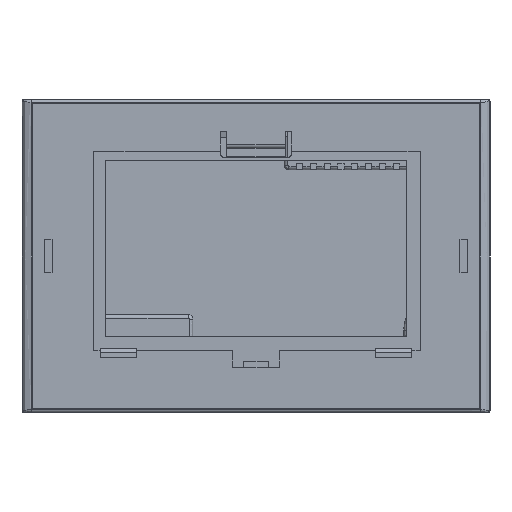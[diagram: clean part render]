
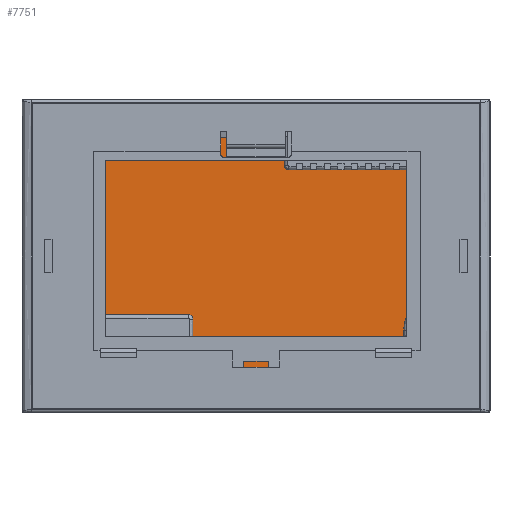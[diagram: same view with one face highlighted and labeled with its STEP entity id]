
A CAD part, front view. The second image highlights one B-rep face of the part: STEP entity #7751.
In plain terms, the highlighted planar face has unit normal (0, -1, 0).
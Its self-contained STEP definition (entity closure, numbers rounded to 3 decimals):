
#7751=ADVANCED_FACE('',(#10941),#80301,.T.);
#10941=FACE_OUTER_BOUND('',#14093,.T.);
#14093=EDGE_LOOP('',(#21159,#21160,#21161,#21162,#21163,#21164,#21165,#21166,
#21167,#21168,#21169,#21170,#21171,#21172,#21173,#21174));
#21159=ORIENTED_EDGE('',*,*,#38538,.F.);
#21160=ORIENTED_EDGE('',*,*,#38537,.F.);
#21161=ORIENTED_EDGE('',*,*,#38536,.F.);
#21162=ORIENTED_EDGE('',*,*,#38535,.F.);
#21163=ORIENTED_EDGE('',*,*,#38534,.F.);
#21164=ORIENTED_EDGE('',*,*,#38533,.F.);
#21165=ORIENTED_EDGE('',*,*,#38532,.F.);
#21166=ORIENTED_EDGE('',*,*,#38531,.F.);
#21167=ORIENTED_EDGE('',*,*,#38530,.F.);
#21168=ORIENTED_EDGE('',*,*,#38529,.F.);
#21169=ORIENTED_EDGE('',*,*,#38528,.F.);
#21170=ORIENTED_EDGE('',*,*,#38527,.F.);
#21171=ORIENTED_EDGE('',*,*,#38526,.F.);
#21172=ORIENTED_EDGE('',*,*,#38525,.F.);
#21173=ORIENTED_EDGE('',*,*,#38524,.F.);
#21174=ORIENTED_EDGE('',*,*,#38523,.F.);
#38523=EDGE_CURVE('',#69607,#69608,#53563,.T.);
#38524=EDGE_CURVE('',#69608,#69609,#64867,.T.);
#38525=EDGE_CURVE('',#69609,#69610,#53564,.T.);
#38526=EDGE_CURVE('',#69610,#69611,#53565,.T.);
#38527=EDGE_CURVE('',#69611,#69612,#64868,.T.);
#38528=EDGE_CURVE('',#69612,#69613,#53566,.T.);
#38529=EDGE_CURVE('',#69613,#69614,#53567,.T.);
#38530=EDGE_CURVE('',#69614,#69615,#64869,.T.);
#38531=EDGE_CURVE('',#69615,#69616,#53568,.T.);
#38532=EDGE_CURVE('',#69616,#69617,#53569,.T.);
#38533=EDGE_CURVE('',#69617,#69618,#64870,.T.);
#38534=EDGE_CURVE('',#69618,#69619,#53570,.T.);
#38535=EDGE_CURVE('',#69619,#69620,#53571,.T.);
#38536=EDGE_CURVE('',#69620,#69621,#64871,.T.);
#38537=EDGE_CURVE('',#69621,#69622,#53572,.T.);
#38538=EDGE_CURVE('',#69622,#69607,#53573,.T.);
#53563=B_SPLINE_CURVE_WITH_KNOTS('',1,(#107002,#107003),.UNSPECIFIED.,.F.,
 .F.,(2,2),(0.,18.1),.UNSPECIFIED.);
#53564=B_SPLINE_CURVE_WITH_KNOTS('',1,(#107007,#107008),.UNSPECIFIED.,.F.,
 .F.,(2,2),(-41.6,0.),.UNSPECIFIED.);
#53565=B_SPLINE_CURVE_WITH_KNOTS('',1,(#107009,#107010),.UNSPECIFIED.,.F.,
 .F.,(2,2),(0.,56.527),.UNSPECIFIED.);
#53566=B_SPLINE_CURVE_WITH_KNOTS('',1,(#107014,#107015),.UNSPECIFIED.,.F.,
 .F.,(2,2),(0.,71.627),.UNSPECIFIED.);
#53567=B_SPLINE_CURVE_WITH_KNOTS('',1,(#107016,#107017),.UNSPECIFIED.,.F.,
 .F.,(2,2),(0.,9.1),.UNSPECIFIED.);
#53568=B_SPLINE_CURVE_WITH_KNOTS('',1,(#107021,#107022),.UNSPECIFIED.,.F.,
 .F.,(2,2),(-43.2,0.),.UNSPECIFIED.);
#53569=B_SPLINE_CURVE_WITH_KNOTS('',1,(#107023,#107024),.UNSPECIFIED.,.F.,
 .F.,(2,2),(0.,42.37),.UNSPECIFIED.);
#53570=B_SPLINE_CURVE_WITH_KNOTS('',1,(#107028,#107029),.UNSPECIFIED.,.F.,
 .F.,(2,2),(-3.943,0.),.UNSPECIFIED.);
#53571=B_SPLINE_CURVE_WITH_KNOTS('',1,(#107030,#107031),.UNSPECIFIED.,.F.,
 .F.,(2,2),(-37.5,0.),.UNSPECIFIED.);
#53572=B_SPLINE_CURVE_WITH_KNOTS('',1,(#107035,#107036),.UNSPECIFIED.,.F.,
 .F.,(2,2),(-9.1,0.),.UNSPECIFIED.);
#53573=B_SPLINE_CURVE_WITH_KNOTS('',1,(#107037,#107038),.UNSPECIFIED.,.F.,
 .F.,(2,2),(0.,29.8),.UNSPECIFIED.);
#64867=(
BOUNDED_CURVE()
B_SPLINE_CURVE(2,(#107004,#107005,#107006),.UNSPECIFIED.,.F.,.F.)
B_SPLINE_CURVE_WITH_KNOTS((3,3),(-2.356,0.),.UNSPECIFIED.)
CURVE()
GEOMETRIC_REPRESENTATION_ITEM()
RATIONAL_B_SPLINE_CURVE((1.,0.707,1.))
REPRESENTATION_ITEM('')
);
#64868=(
BOUNDED_CURVE()
B_SPLINE_CURVE(2,(#107011,#107012,#107013),.UNSPECIFIED.,.F.,.F.)
B_SPLINE_CURVE_WITH_KNOTS((3,3),(-1.809,0.),.UNSPECIFIED.)
CURVE()
GEOMETRIC_REPRESENTATION_ITEM()
RATIONAL_B_SPLINE_CURVE((1.,0.987,1.))
REPRESENTATION_ITEM('')
);
#64869=(
BOUNDED_CURVE()
B_SPLINE_CURVE(2,(#107018,#107019,#107020),.UNSPECIFIED.,.F.,.F.)
B_SPLINE_CURVE_WITH_KNOTS((3,3),(-2.356,0.),.UNSPECIFIED.)
CURVE()
GEOMETRIC_REPRESENTATION_ITEM()
RATIONAL_B_SPLINE_CURVE((1.,0.707,1.))
REPRESENTATION_ITEM('')
);
#64870=(
BOUNDED_CURVE()
B_SPLINE_CURVE(2,(#107025,#107026,#107027),.UNSPECIFIED.,.F.,.F.)
B_SPLINE_CURVE_WITH_KNOTS((3,3),(-11.942,0.),.UNSPECIFIED.)
CURVE()
GEOMETRIC_REPRESENTATION_ITEM()
RATIONAL_B_SPLINE_CURVE((1.,0.868,1.))
REPRESENTATION_ITEM('')
);
#64871=(
BOUNDED_CURVE()
B_SPLINE_CURVE(2,(#107032,#107033,#107034),.UNSPECIFIED.,.F.,.F.)
B_SPLINE_CURVE_WITH_KNOTS((3,3),(-2.356,0.),.UNSPECIFIED.)
CURVE()
GEOMETRIC_REPRESENTATION_ITEM()
RATIONAL_B_SPLINE_CURVE((1.,0.707,1.))
REPRESENTATION_ITEM('')
);
#69607=VERTEX_POINT('',#106986);
#69608=VERTEX_POINT('',#106987);
#69609=VERTEX_POINT('',#106988);
#69610=VERTEX_POINT('',#106989);
#69611=VERTEX_POINT('',#106990);
#69612=VERTEX_POINT('',#106991);
#69613=VERTEX_POINT('',#106992);
#69614=VERTEX_POINT('',#106993);
#69615=VERTEX_POINT('',#106994);
#69616=VERTEX_POINT('',#106995);
#69617=VERTEX_POINT('',#106996);
#69618=VERTEX_POINT('',#106997);
#69619=VERTEX_POINT('',#106998);
#69620=VERTEX_POINT('',#106999);
#69621=VERTEX_POINT('',#107000);
#69622=VERTEX_POINT('',#107001);
#80301=PLANE('',#83039);
#83039=AXIS2_PLACEMENT_3D('',#106985,#85744,$);
#85744=DIRECTION('',(0.,-1.,0.));
#106985=CARTESIAN_POINT('',(-75.521,17.4,46.501));
#106986=CARTESIAN_POINT('',(-20.6,17.4,-38.7));
#106987=CARTESIAN_POINT('',(-20.6,17.4,-20.6));
#106988=CARTESIAN_POINT('',(-22.1,17.4,-19.1));
#106989=CARTESIAN_POINT('',(-63.7,17.4,-19.1));
#106990=CARTESIAN_POINT('',(-63.7,17.4,37.427));
#106991=CARTESIAN_POINT('',(-62.427,17.4,38.7));
#106992=CARTESIAN_POINT('',(9.2,17.4,38.7));
#106993=CARTESIAN_POINT('',(9.2,17.4,29.6));
#106994=CARTESIAN_POINT('',(10.7,17.4,28.1));
#106995=CARTESIAN_POINT('',(53.9,17.4,28.1));
#106996=CARTESIAN_POINT('',(53.9,17.4,-14.27));
#106997=CARTESIAN_POINT('',(48.2,17.4,-24.157));
#106998=CARTESIAN_POINT('',(48.2,17.4,-28.1));
#106999=CARTESIAN_POINT('',(10.7,17.4,-28.1));
#107000=CARTESIAN_POINT('',(9.2,17.4,-29.6));
#107001=CARTESIAN_POINT('',(9.2,17.4,-38.7));
#107002=CARTESIAN_POINT('',(-20.6,17.4,-38.7));
#107003=CARTESIAN_POINT('',(-20.6,17.4,-20.6));
#107004=CARTESIAN_POINT('',(-20.6,17.4,-20.6));
#107005=CARTESIAN_POINT('',(-20.6,17.4,-19.1));
#107006=CARTESIAN_POINT('',(-22.1,17.4,-19.1));
#107007=CARTESIAN_POINT('',(-22.1,17.4,-19.1));
#107008=CARTESIAN_POINT('',(-63.7,17.4,-19.1));
#107009=CARTESIAN_POINT('',(-63.7,17.4,-19.1));
#107010=CARTESIAN_POINT('',(-63.7,17.4,37.427));
#107011=CARTESIAN_POINT('',(-63.7,17.4,37.427));
#107012=CARTESIAN_POINT('',(-62.958,17.4,37.958));
#107013=CARTESIAN_POINT('',(-62.427,17.4,38.7));
#107014=CARTESIAN_POINT('',(-62.427,17.4,38.7));
#107015=CARTESIAN_POINT('',(9.2,17.4,38.7));
#107016=CARTESIAN_POINT('',(9.2,17.4,38.7));
#107017=CARTESIAN_POINT('',(9.2,17.4,29.6));
#107018=CARTESIAN_POINT('',(9.2,17.4,29.6));
#107019=CARTESIAN_POINT('',(9.2,17.4,28.1));
#107020=CARTESIAN_POINT('',(10.7,17.4,28.1));
#107021=CARTESIAN_POINT('',(10.7,17.4,28.1));
#107022=CARTESIAN_POINT('',(53.9,17.4,28.1));
#107023=CARTESIAN_POINT('',(53.9,17.4,28.1));
#107024=CARTESIAN_POINT('',(53.9,17.4,-14.27));
#107025=CARTESIAN_POINT('',(53.9,17.4,-14.27));
#107026=CARTESIAN_POINT('',(48.225,17.4,-17.585));
#107027=CARTESIAN_POINT('',(48.2,17.4,-24.157));
#107028=CARTESIAN_POINT('',(48.2,17.4,-24.157));
#107029=CARTESIAN_POINT('',(48.2,17.4,-28.1));
#107030=CARTESIAN_POINT('',(48.2,17.4,-28.1));
#107031=CARTESIAN_POINT('',(10.7,17.4,-28.1));
#107032=CARTESIAN_POINT('',(10.7,17.4,-28.1));
#107033=CARTESIAN_POINT('',(9.2,17.4,-28.1));
#107034=CARTESIAN_POINT('',(9.2,17.4,-29.6));
#107035=CARTESIAN_POINT('',(9.2,17.4,-29.6));
#107036=CARTESIAN_POINT('',(9.2,17.4,-38.7));
#107037=CARTESIAN_POINT('',(9.2,17.4,-38.7));
#107038=CARTESIAN_POINT('',(-20.6,17.4,-38.7));
